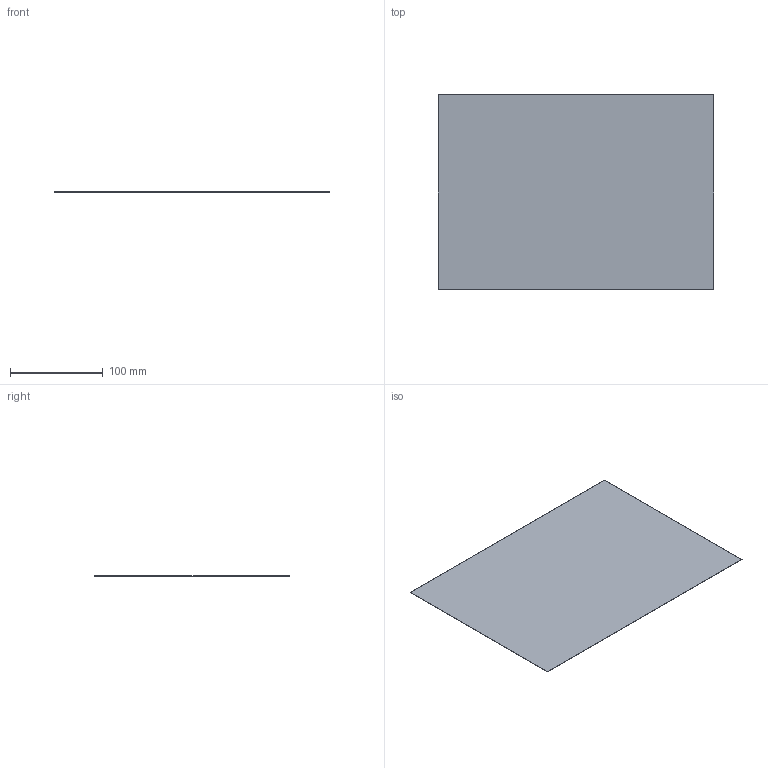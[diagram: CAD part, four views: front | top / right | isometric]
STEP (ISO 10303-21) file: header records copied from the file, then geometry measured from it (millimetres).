
FILE_DESCRIPTION(/* description */ ('Unknown'),/* implementation_level */ '2;1');
FILE_NAME(/* name */ '33403',/* time_stamp */ '2020-05-29T09:24:40+02:00',/* author */ ('Unknown'),/* organization */ ('Unknown'),/* preprocessor_version */ 'ST-DEVELOPER v16.7',/* originating_system */ 'DEX',/* authorisation */ $);
FILE_SCHEMA (('AUTOMOTIVE_DESIGN {1 0 10303 214 3 1 1}'));
Length unit declared in the file: millimetre
Products named in the file (4): 33403; WE-FAS; Adhesive_tape; Release_tape
Assembly tree (3 placements, depth 2):
  33403
    WE-FAS
    Adhesive_tape
    Release_tape
Bounding box: 297 x 210 x 0.36 mm (x, y, z)
Volume: 22453.2 mm3; surface area: 374585 mm2
Topology: 3 solids, 3 shells, 18 faces, 36 edges, 24 vertices
Faces by surface type: plane 18
Entity records: 563 total; most frequent: CARTESIAN_POINT 82, DIRECTION 80, ORIENTED_EDGE 72, EDGE_CURVE 36, LINE 36, VECTOR 36, VERTEX_POINT 24, AXIS2_PLACEMENT_3D 22
